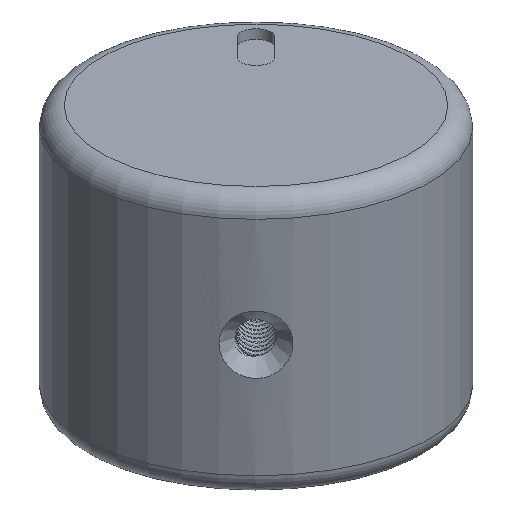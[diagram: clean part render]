
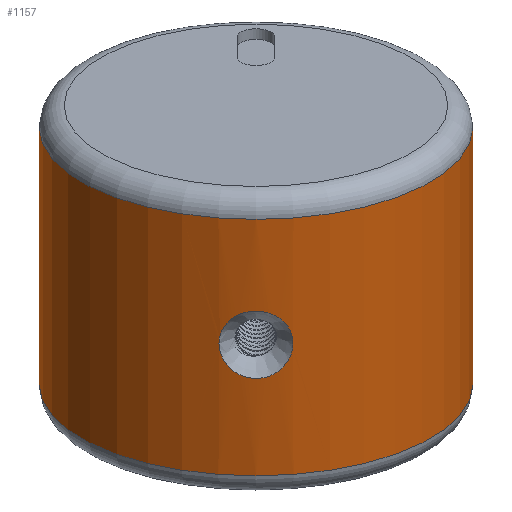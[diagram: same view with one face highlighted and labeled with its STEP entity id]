
A CAD part, front view. The second image highlights one B-rep face of the part: STEP entity #1157.
In plain terms, the highlighted cylindrical face has radius 8.75 mm (diameter 17.5 mm), a full revolution.
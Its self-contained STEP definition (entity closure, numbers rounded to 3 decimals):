
#22=FACE_BOUND('',#181,.T.);
#52=CIRCLE('',#1249,8.75);
#53=CIRCLE('',#1251,8.75);
#111=FACE_OUTER_BOUND('',#180,.T.);
#180=EDGE_LOOP('',(#879,#880,#881,#882));
#181=EDGE_LOOP('',(#883));
#275=B_SPLINE_CURVE_WITH_KNOTS('',3,(#2742,#2743,#2744,#2745,#2746,#2747,
#2748,#2749,#2750,#2751,#2752,#2753,#2754,#2755,#2756,#2757,#2758,#2759,
#2760,#2761,#2762,#2763,#2764,#2765,#2766,#2767,#2768,#2769,#2770,#2771,
#2772,#2773,#2774,#2775),.UNSPECIFIED.,.T.,.F.,(4,2,2,2,2,2,2,2,2,2,2,2,
2,2,2,2,4),(-0.603,-0.566,-0.528,-0.49,
-0.452,-0.415,-0.377,-0.339,
-0.302,-0.264,-0.226,-0.189,
-0.151,-0.113,-0.075,-0.038,
0.),.UNSPECIFIED.);
#335=LINE('',#2739,#406);
#406=VECTOR('',#1443,8.75);
#511=VERTEX_POINT('',#2734);
#512=VERTEX_POINT('',#2738);
#513=VERTEX_POINT('',#2741);
#661=EDGE_CURVE('',#511,#511,#52,.T.);
#662=EDGE_CURVE('',#511,#512,#335,.T.);
#663=EDGE_CURVE('',#512,#512,#53,.T.);
#664=EDGE_CURVE('',#513,#513,#275,.T.);
#879=ORIENTED_EDGE('',*,*,#661,.F.);
#880=ORIENTED_EDGE('',*,*,#662,.T.);
#881=ORIENTED_EDGE('',*,*,#663,.F.);
#882=ORIENTED_EDGE('',*,*,#662,.F.);
#883=ORIENTED_EDGE('',*,*,#664,.F.);
#1107=CYLINDRICAL_SURFACE('',#1250,8.75);
#1157=ADVANCED_FACE('',(#111,#22),#1107,.T.);
#1249=AXIS2_PLACEMENT_3D('',#2736,#1439,#1440);
#1250=AXIS2_PLACEMENT_3D('',#2737,#1441,#1442);
#1251=AXIS2_PLACEMENT_3D('',#2740,#1444,#1445);
#1439=DIRECTION('center_axis',(0.,-0.423,
0.906));
#1440=DIRECTION('ref_axis',(1.,0.,0.));
#1441=DIRECTION('center_axis',(0.,0.423,-0.906));
#1442=DIRECTION('ref_axis',(1.,0.,0.));
#1443=DIRECTION('',(0.,0.423,-0.906));
#1444=DIRECTION('center_axis',(0.,0.423,-0.906));
#1445=DIRECTION('ref_axis',(1.,0.,0.));
#2734=CARTESIAN_POINT('',(5.884,-85.404,27.433));
#2736=CARTESIAN_POINT('Origin',(14.634,-85.404,27.433));
#2737=CARTESIAN_POINT('Origin',(14.634,-85.615,27.887));
#2738=CARTESIAN_POINT('',(5.884,-80.576,17.079));
#2739=CARTESIAN_POINT('',(5.884,-85.615,27.887));
#2740=CARTESIAN_POINT('Origin',(14.634,-80.576,17.079));
#2741=CARTESIAN_POINT('',(13.139,-90.856,18.726));
#2742=CARTESIAN_POINT('Ctrl Pts',(13.139,-90.856,18.726));
#2743=CARTESIAN_POINT('Ctrl Pts',(13.139,-90.777,18.555));
#2744=CARTESIAN_POINT('Ctrl Pts',(13.176,-90.698,18.369));
#2745=CARTESIAN_POINT('Ctrl Pts',(13.329,-90.563,18.024));
#2746=CARTESIAN_POINT('Ctrl Pts',(13.443,-90.508,17.864));
#2747=CARTESIAN_POINT('Ctrl Pts',(13.708,-90.425,17.609));
#2748=CARTESIAN_POINT('Ctrl Pts',(13.876,-90.392,17.498));
#2749=CARTESIAN_POINT('Ctrl Pts',(14.245,-90.349,17.349));
#2750=CARTESIAN_POINT('Ctrl Pts',(14.445,-90.339,17.312));
#2751=CARTESIAN_POINT('Ctrl Pts',(14.823,-90.339,17.312));
#2752=CARTESIAN_POINT('Ctrl Pts',(15.023,-90.349,17.349));
#2753=CARTESIAN_POINT('Ctrl Pts',(15.392,-90.392,17.498));
#2754=CARTESIAN_POINT('Ctrl Pts',(15.56,-90.425,17.609));
#2755=CARTESIAN_POINT('Ctrl Pts',(15.825,-90.508,17.864));
#2756=CARTESIAN_POINT('Ctrl Pts',(15.939,-90.563,18.024));
#2757=CARTESIAN_POINT('Ctrl Pts',(16.092,-90.698,18.369));
#2758=CARTESIAN_POINT('Ctrl Pts',(16.129,-90.777,18.555));
#2759=CARTESIAN_POINT('Ctrl Pts',(16.129,-90.936,18.897));
#2760=CARTESIAN_POINT('Ctrl Pts',(16.092,-91.027,19.077));
#2761=CARTESIAN_POINT('Ctrl Pts',(15.939,-91.206,19.402));
#2762=CARTESIAN_POINT('Ctrl Pts',(15.825,-91.293,19.547));
#2763=CARTESIAN_POINT('Ctrl Pts',(15.56,-91.434,19.774));
#2764=CARTESIAN_POINT('Ctrl Pts',(15.392,-91.498,19.871));
#2765=CARTESIAN_POINT('Ctrl Pts',(15.023,-91.585,20.));
#2766=CARTESIAN_POINT('Ctrl Pts',(14.823,-91.607,20.031));
#2767=CARTESIAN_POINT('Ctrl Pts',(14.445,-91.607,20.031));
#2768=CARTESIAN_POINT('Ctrl Pts',(14.245,-91.585,20.));
#2769=CARTESIAN_POINT('Ctrl Pts',(13.876,-91.498,19.871));
#2770=CARTESIAN_POINT('Ctrl Pts',(13.708,-91.434,19.774));
#2771=CARTESIAN_POINT('Ctrl Pts',(13.443,-91.293,19.547));
#2772=CARTESIAN_POINT('Ctrl Pts',(13.329,-91.206,19.402));
#2773=CARTESIAN_POINT('Ctrl Pts',(13.176,-91.027,19.077));
#2774=CARTESIAN_POINT('Ctrl Pts',(13.139,-90.936,18.897));
#2775=CARTESIAN_POINT('Ctrl Pts',(13.139,-90.856,18.726));
